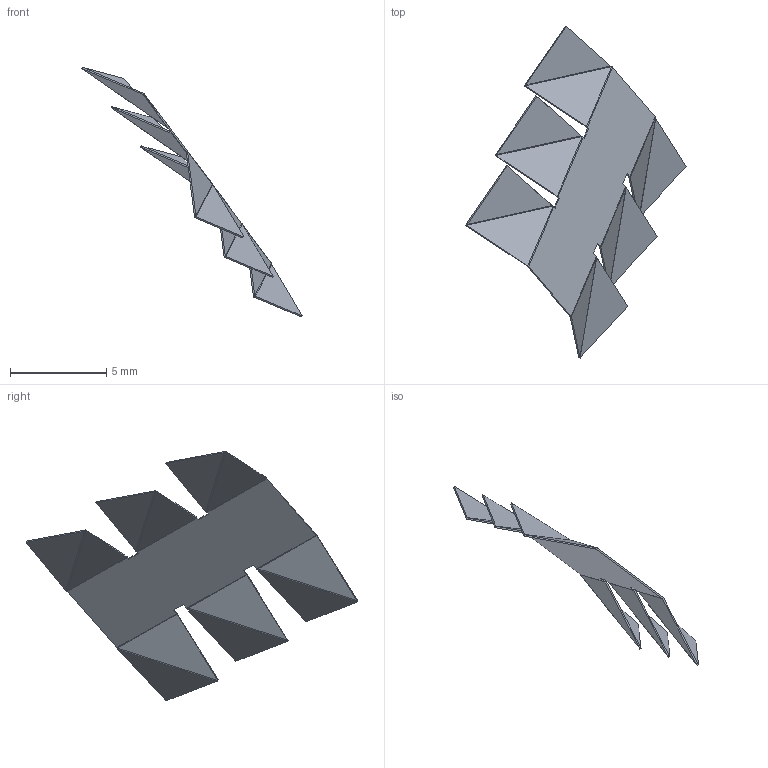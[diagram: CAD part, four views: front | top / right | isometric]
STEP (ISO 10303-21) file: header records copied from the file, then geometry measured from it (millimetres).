
FILE_DESCRIPTION((''),'2;1');
FILE_NAME('2600378-1','2018-09-14T',('dh4330'),(''),'CREO PARAMETRIC BY PTC INC, 2015200','CREO PARAMETRIC BY PTC INC, 2015200','');
FILE_SCHEMA(('CONFIG_CONTROL_DESIGN'));
Length unit declared in the file: inch
Products named in the file (1): 2600378-1
Bounding box: 11.47 x 17.28 x 13.01 mm (x, y, z)
Surface area: 307.9 mm2 (no closed solid volume)
Topology: 0 solids, 0 shells, 122 faces, 528 edges, 528 vertices
Faces by surface type: bspline 122
Entity records: 8190 total; most frequent: CARTESIAN_POINT 2440, DIRECTION 716, TRIMMED_CURVE 692, VECTOR 668, LINE 668, DEFINITIONAL_REPRESENTATION 528, PCURVE 528, COMPOSITE_CURVE_SEGMENT 528
